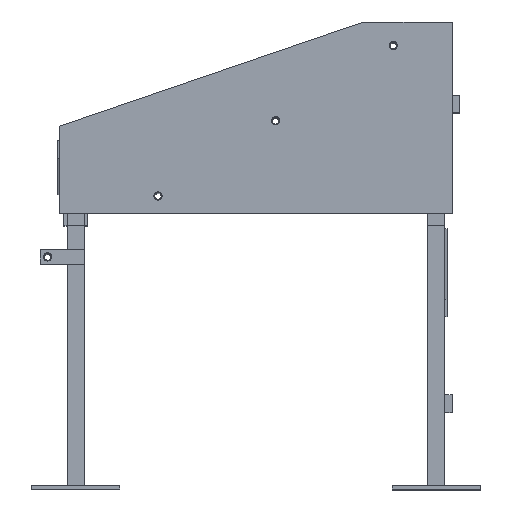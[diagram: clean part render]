
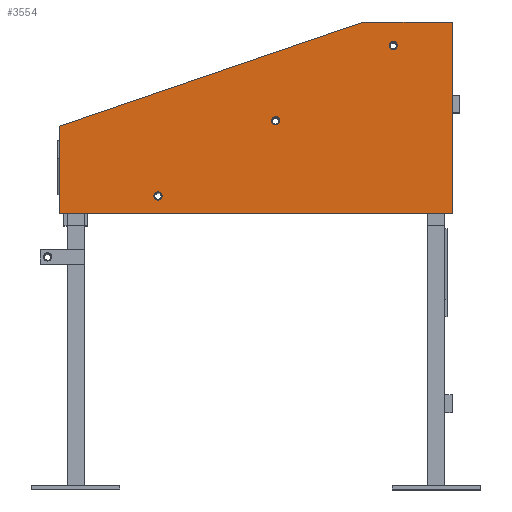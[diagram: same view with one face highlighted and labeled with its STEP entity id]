
A CAD part, top view. The second image highlights one B-rep face of the part: STEP entity #3554.
In plain terms, the highlighted face is planar.
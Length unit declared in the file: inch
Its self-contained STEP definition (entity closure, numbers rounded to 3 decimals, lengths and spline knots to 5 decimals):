
#8 = CARTESIAN_POINT ( 'NONE',  ( 0., 0., 0. ) ) ;
#21 = CARTESIAN_POINT ( 'NONE',  ( 18., 0., -39. ) ) ;
#28 = CARTESIAN_POINT ( 'NONE',  ( 36., 0., -19.695 ) ) ;
#61 = VECTOR ( 'NONE', #2310, 39.37008 ) ;
#146 = DIRECTION ( 'NONE',  ( 0., 1., 0. ) ) ;
#213 = DIRECTION ( 'NONE',  ( 0., 0., -1. ) ) ;
#231 = AXIS2_PLACEMENT_3D ( 'NONE', #2618, #146, #2937 ) ;
#273 = ORIENTED_EDGE ( 'NONE', *, *, #2293, .T. ) ;
#284 = CARTESIAN_POINT ( 'NONE',  ( 0., 0., -39. ) ) ;
#291 = CARTESIAN_POINT ( 'NONE',  ( 36., 0., -18.85 ) ) ;
#299 = CIRCLE ( 'NONE', #231, 0.845 ) ;
#383 = VECTOR ( 'NONE', #552, 39.37008 ) ;
#438 = AXIS2_PLACEMENT_3D ( 'NONE', #3787, #1005, #3131 ) ;
#446 = EDGE_CURVE ( 'NONE', #1100, #2230, #1294, .T. ) ;
#449 = EDGE_CURVE ( 'NONE', #835, #1188, #3210, .T. ) ;
#514 = EDGE_LOOP ( 'NONE', ( #2475, #273 ) ) ;
#552 = DIRECTION ( 'NONE',  ( -1., 0., 0. ) ) ;
#560 = VERTEX_POINT ( 'NONE', #3439 ) ;
#592 = DIRECTION ( 'NONE',  ( 0., 0., 1. ) ) ;
#626 = AXIS2_PLACEMENT_3D ( 'NONE', #291, #2180, #3416 ) ;
#687 = VECTOR ( 'NONE', #3067, 39.37008 ) ;
#696 = DIRECTION ( 'NONE',  ( 0., 1., 0. ) ) ;
#714 = CARTESIAN_POINT ( 'NONE',  ( 80., 0., -17.75 ) ) ;
#831 = FACE_BOUND ( 'NONE', #3918, .T. ) ;
#835 = VERTEX_POINT ( 'NONE', #28 ) ;
#922 = CARTESIAN_POINT ( 'NONE',  ( 0., 0., 0. ) ) ;
#1005 = DIRECTION ( 'NONE',  ( 0., 1., 0. ) ) ;
#1086 = ORIENTED_EDGE ( 'NONE', *, *, #449, .T. ) ;
#1100 = VERTEX_POINT ( 'NONE', #2993 ) ;
#1184 = EDGE_CURVE ( 'NONE', #2561, #1738, #2421, .T. ) ;
#1188 = VERTEX_POINT ( 'NONE', #3552 ) ;
#1195 = ORIENTED_EDGE ( 'NONE', *, *, #3912, .F. ) ;
#1201 = LINE ( 'NONE', #1570, #1653 ) ;
#1210 = EDGE_LOOP ( 'NONE', ( #3356, #2179, #1195, #3179, #2184 ) ) ;
#1294 = LINE ( 'NONE', #922, #687 ) ;
#1324 = CARTESIAN_POINT ( 'NONE',  ( 0., 0., 0. ) ) ;
#1379 = DIRECTION ( 'NONE',  ( 0., -1., 0. ) ) ;
#1524 = CARTESIAN_POINT ( 'NONE',  ( 80., 0., -17.75 ) ) ;
#1570 = CARTESIAN_POINT ( 'NONE',  ( 80., 0., -17.75 ) ) ;
#1614 = EDGE_CURVE ( 'NONE', #560, #3725, #1201, .T. ) ;
#1653 = VECTOR ( 'NONE', #2788, 39.37008 ) ;
#1672 = EDGE_CURVE ( 'NONE', #2230, #560, #3200, .T. ) ;
#1714 = EDGE_CURVE ( 'NONE', #1893, #3371, #2893, .T. ) ;
#1738 = VERTEX_POINT ( 'NONE', #3507 ) ;
#1818 = ORIENTED_EDGE ( 'NONE', *, *, #1184, .T. ) ;
#1893 = VERTEX_POINT ( 'NONE', #2661 ) ;
#1968 = CARTESIAN_POINT ( 'NONE',  ( 60., 0., -4.345 ) ) ;
#2008 = FACE_OUTER_BOUND ( 'NONE', #1210, .T. ) ;
#2179 = ORIENTED_EDGE ( 'NONE', *, *, #3218, .F. ) ;
#2180 = DIRECTION ( 'NONE',  ( 0., 1., 0. ) ) ;
#2184 = ORIENTED_EDGE ( 'NONE', *, *, #1672, .F. ) ;
#2196 = CARTESIAN_POINT ( 'NONE',  ( 12., 0., -35.045 ) ) ;
#2209 = ORIENTED_EDGE ( 'NONE', *, *, #2377, .T. ) ;
#2221 = DIRECTION ( 'NONE',  ( 0., 0., 1. ) ) ;
#2230 = VERTEX_POINT ( 'NONE', #8 ) ;
#2293 = EDGE_CURVE ( 'NONE', #3371, #1893, #3934, .T. ) ;
#2310 = DIRECTION ( 'NONE',  ( 1., 0., 0. ) ) ;
#2377 = EDGE_CURVE ( 'NONE', #1738, #2561, #299, .T. ) ;
#2421 = CIRCLE ( 'NONE', #2432, 0.845 ) ;
#2432 = AXIS2_PLACEMENT_3D ( 'NONE', #2822, #3764, #2221 ) ;
#2475 = ORIENTED_EDGE ( 'NONE', *, *, #1714, .T. ) ;
#2490 = VECTOR ( 'NONE', #3775, 39.37008 ) ;
#2529 = LINE ( 'NONE', #714, #2490 ) ;
#2561 = VERTEX_POINT ( 'NONE', #2196 ) ;
#2574 = CARTESIAN_POINT ( 'NONE',  ( 60., 0., -3.5 ) ) ;
#2618 = CARTESIAN_POINT ( 'NONE',  ( 12., 0., -34.2 ) ) ;
#2634 = CIRCLE ( 'NONE', #3020, 0.845 ) ;
#2637 = FACE_BOUND ( 'NONE', #514, .T. ) ;
#2648 = PLANE ( 'NONE',  #2887 ) ;
#2661 = CARTESIAN_POINT ( 'NONE',  ( 60., 0., -2.655 ) ) ;
#2680 = VERTEX_POINT ( 'NONE', #21 ) ;
#2788 = DIRECTION ( 'NONE',  ( 0., 0., -1. ) ) ;
#2822 = CARTESIAN_POINT ( 'NONE',  ( 12., 0., -34.2 ) ) ;
#2887 = AXIS2_PLACEMENT_3D ( 'NONE', #3860, #1379, #213 ) ;
#2893 = CIRCLE ( 'NONE', #3425, 0.845 ) ;
#2937 = DIRECTION ( 'NONE',  ( 0., 0., 1. ) ) ;
#2951 = FACE_BOUND ( 'NONE', #3902, .T. ) ;
#2993 = CARTESIAN_POINT ( 'NONE',  ( 0., 0., -39. ) ) ;
#3020 = AXIS2_PLACEMENT_3D ( 'NONE', #3364, #3319, #592 ) ;
#3067 = DIRECTION ( 'NONE',  ( 0., 0., 1. ) ) ;
#3131 = DIRECTION ( 'NONE',  ( 0., 0., 1. ) ) ;
#3179 = ORIENTED_EDGE ( 'NONE', *, *, #1614, .F. ) ;
#3200 = LINE ( 'NONE', #1324, #61 ) ;
#3210 = CIRCLE ( 'NONE', #626, 0.845 ) ;
#3213 = EDGE_CURVE ( 'NONE', #1188, #835, #2634, .T. ) ;
#3218 = EDGE_CURVE ( 'NONE', #2680, #1100, #3740, .T. ) ;
#3319 = DIRECTION ( 'NONE',  ( 0., 1., 0. ) ) ;
#3356 = ORIENTED_EDGE ( 'NONE', *, *, #446, .F. ) ;
#3364 = CARTESIAN_POINT ( 'NONE',  ( 36., 0., -18.85 ) ) ;
#3371 = VERTEX_POINT ( 'NONE', #1968 ) ;
#3416 = DIRECTION ( 'NONE',  ( 0., 0., 1. ) ) ;
#3425 = AXIS2_PLACEMENT_3D ( 'NONE', #2574, #696, #3776 ) ;
#3439 = CARTESIAN_POINT ( 'NONE',  ( 80., 0., 0. ) ) ;
#3507 = CARTESIAN_POINT ( 'NONE',  ( 12., 0., -33.355 ) ) ;
#3552 = CARTESIAN_POINT ( 'NONE',  ( 36., 0., -18.005 ) ) ;
#3554 = ADVANCED_FACE ( 'NONE', ( #2637, #2951, #831, #2008 ), #2648, .T. ) ;
#3680 = ORIENTED_EDGE ( 'NONE', *, *, #3213, .T. ) ;
#3725 = VERTEX_POINT ( 'NONE', #1524 ) ;
#3740 = LINE ( 'NONE', #284, #383 ) ;
#3764 = DIRECTION ( 'NONE',  ( 0., 1., 0. ) ) ;
#3775 = DIRECTION ( 'NONE',  ( -0.946, 0., -0.324 ) ) ;
#3776 = DIRECTION ( 'NONE',  ( 0., 0., 1. ) ) ;
#3787 = CARTESIAN_POINT ( 'NONE',  ( 60., 0., -3.5 ) ) ;
#3860 = CARTESIAN_POINT ( 'NONE',  ( 0., 0., 0. ) ) ;
#3902 = EDGE_LOOP ( 'NONE', ( #3680, #1086 ) ) ;
#3912 = EDGE_CURVE ( 'NONE', #3725, #2680, #2529, .T. ) ;
#3918 = EDGE_LOOP ( 'NONE', ( #2209, #1818 ) ) ;
#3934 = CIRCLE ( 'NONE', #438, 0.845 ) ;
